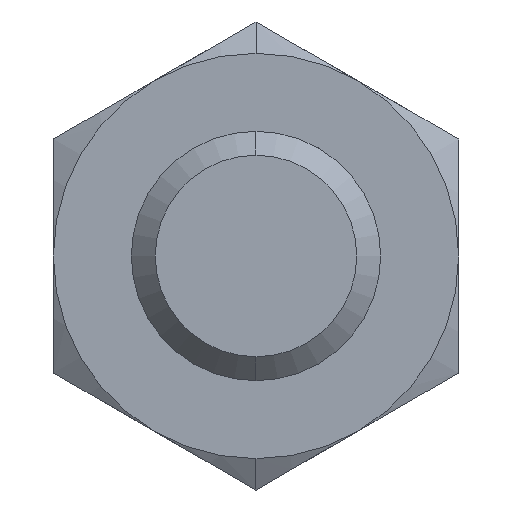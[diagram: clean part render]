
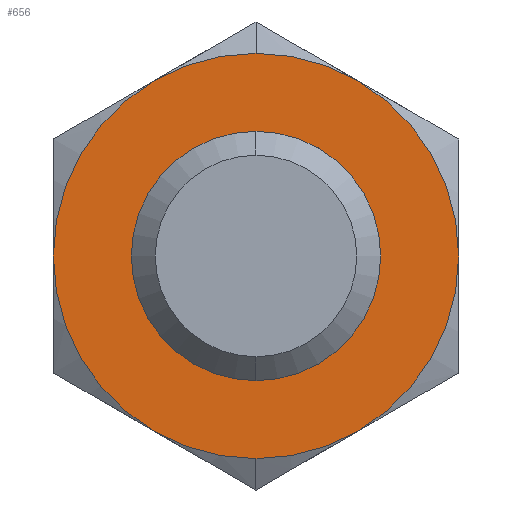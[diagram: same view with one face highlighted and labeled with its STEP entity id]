
A CAD part, left-side view. The second image highlights one B-rep face of the part: STEP entity #656.
In plain terms, the highlighted planar face has unit normal (-1, 0, 0).
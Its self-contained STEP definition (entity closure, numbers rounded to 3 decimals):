
#528=CARTESIAN_POINT('POINT33',(4.6,0.,-4.
   ));
#529=VERTEX_POINT('VERTEX33',#528);
#537=CARTESIAN_POINT('POINT34',(4.6,0.,4.
   ));
#538=VERTEX_POINT('VERTEX34',#537);
#545=CARTESIAN_POINT('POS53',(4.6,0.,0.))
   ;
#546=DIRECTION('DIR85',(1.,0.,0.));
#547=DIRECTION('DIR86',(0.,0.,-1.));
#548=AXIS2_PLACEMENT_3D('AXIS33',#545,#546,#547);
#549=CIRCLE('ELLIPSE17',#548,4.);
#550=EDGE_CURVE('EDGE53',#529,#538,#549,.T.);
#561=EDGE_CURVE('EDGE54',#538,#529,#549,.T.);
#608=ORIENTED_EDGE('COEDGE113',*,*,#561,.T.);
#609=ORIENTED_EDGE('COEDGE114',*,*,#550,.T.);
#610=EDGE_LOOP('NONE',(#608,#609));
#611=FACE_BOUND('LOOP1',#610,.T.);
#612=CARTESIAN_POINT('POINT37',(4.6,6.5,0.
   ));
#613=VERTEX_POINT('VERTEX37',#612);
#614=CARTESIAN_POINT('POINT38',(4.6,3.25,
   -5.629));
#615=VERTEX_POINT('VERTEX38',#614);
#616=CARTESIAN_POINT('POS59',(4.6,0.,0.))
   ;
#617=DIRECTION('DIR95',(-1.,0.,0.));
#618=DIRECTION('DIR96',(0.,0.,-1.));
#619=AXIS2_PLACEMENT_3D('AXIS37',#616,#617,#618);
#620=CIRCLE('ELLIPSE19',#619,6.5);
#621=EDGE_CURVE('EDGE59',#613,#615,#620,.T.);
#622=ORIENTED_EDGE('COEDGE115',*,*,#621,.T.);
#623=CARTESIAN_POINT('POINT39',(4.6,0.,-6.5
   ));
#624=VERTEX_POINT('VERTEX39',#623);
#625=EDGE_CURVE('EDGE60',#615,#624,#620,.T.);
#626=ORIENTED_EDGE('COEDGE116',*,*,#625,.T.);
#627=CARTESIAN_POINT('POINT40',(4.6,-3.25,
   -5.629));
#628=VERTEX_POINT('VERTEX40',#627);
#629=EDGE_CURVE('EDGE61',#624,#628,#620,.T.);
#630=ORIENTED_EDGE('COEDGE117',*,*,#629,.T.);
#631=CARTESIAN_POINT('POINT41',(4.6,-6.5,0.)
   );
#632=VERTEX_POINT('VERTEX41',#631);
#633=EDGE_CURVE('EDGE62',#628,#632,#620,.T.);
#634=ORIENTED_EDGE('COEDGE118',*,*,#633,.T.);
#635=CARTESIAN_POINT('POINT42',(4.6,-3.25,
   5.629));
#636=VERTEX_POINT('VERTEX42',#635);
#637=EDGE_CURVE('EDGE63',#632,#636,#620,.T.);
#638=ORIENTED_EDGE('COEDGE119',*,*,#637,.T.);
#639=CARTESIAN_POINT('POINT43',(4.6,0.,6.5
   ));
#640=VERTEX_POINT('VERTEX43',#639);
#641=EDGE_CURVE('EDGE64',#636,#640,#620,.T.);
#642=ORIENTED_EDGE('COEDGE120',*,*,#641,.T.);
#643=CARTESIAN_POINT('POINT44',(4.6,3.25,
   5.629));
#644=VERTEX_POINT('VERTEX44',#643);
#645=EDGE_CURVE('EDGE65',#640,#644,#620,.T.);
#646=ORIENTED_EDGE('COEDGE121',*,*,#645,.T.);
#647=EDGE_CURVE('EDGE66',#644,#613,#620,.T.);
#648=ORIENTED_EDGE('COEDGE122',*,*,#647,.T.);
#649=EDGE_LOOP('NONE',(#622,#626,#630,#634,#638,#642,#646,#648));
#650=FACE_BOUND('LOOP1',#649,.T.);
#651=CARTESIAN_POINT('POS60',(4.6,0.,
   3.753));
#652=DIRECTION('DIR97',(-1.,0.,0.));
#653=DIRECTION('DIR98',(0.,1.,0.));
#654=AXIS2_PLACEMENT_3D('AXIS38',#651,#652,#653);
#655=PLANE('PLANE8',#654);
#656=ADVANCED_FACE('FACE30',(#611,#650),#655,.T.);
